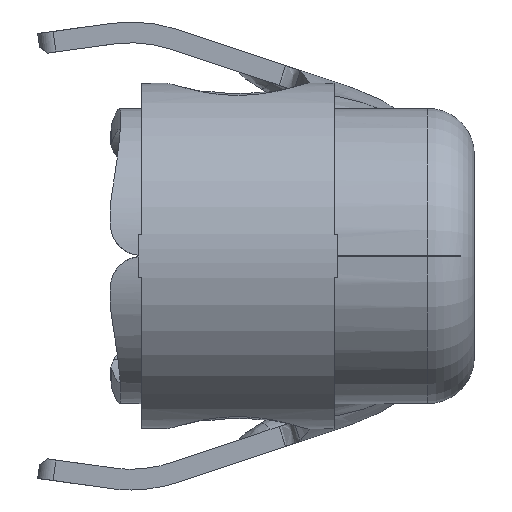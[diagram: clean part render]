
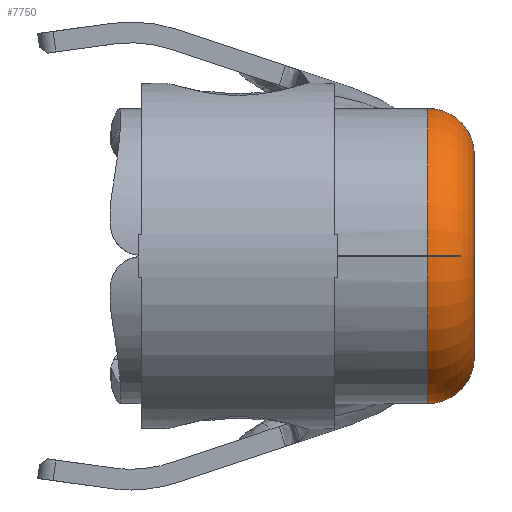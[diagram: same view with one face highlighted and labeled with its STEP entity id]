
A CAD part, left-side view. The second image highlights one B-rep face of the part: STEP entity #7750.
In plain terms, the highlighted toroidal (fillet/blend) face has major radius 2.464 mm and minor radius 1.143 mm.
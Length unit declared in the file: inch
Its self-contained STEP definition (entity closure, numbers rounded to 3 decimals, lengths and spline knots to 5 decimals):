
#80 = AXIS2_PLACEMENT_3D ( 'NONE', #5222, #10172, #13398 ) ;
#178 = VERTEX_POINT ( 'NONE', #10982 ) ;
#315 = DIRECTION ( 'NONE',  ( 0., 0., 1. ) ) ;
#328 = EDGE_CURVE ( 'NONE', #8101, #11727, #9822, .T. ) ;
#365 = CARTESIAN_POINT ( 'NONE',  ( 0., 0.045, 0.142 ) ) ;
#409 = CARTESIAN_POINT ( 'NONE',  ( 0., 0., 0.097 ) ) ;
#589 = ORIENTED_EDGE ( 'NONE', *, *, #3077, .F. ) ;
#828 = CARTESIAN_POINT ( 'NONE',  ( -0.12882, 0.01318, -0.00058 ) ) ;
#986 = DIRECTION ( 'NONE',  ( 0., 0., 1. ) ) ;
#999 = CARTESIAN_POINT ( 'NONE',  ( 0., 0.045, 0. ) ) ;
#1308 = CARTESIAN_POINT ( 'NONE',  ( -0.097, 0.045, -0.00058 ) ) ;
#1328 = DIRECTION ( 'NONE',  ( 0., 1., 0. ) ) ;
#1798 = AXIS2_PLACEMENT_3D ( 'NONE', #7164, #12102, #986 ) ;
#1865 = CIRCLE ( 'NONE', #3945, 0.142 ) ;
#1912 = CIRCLE ( 'NONE', #10977, 0.142 ) ;
#1923 = EDGE_CURVE ( 'NONE', #8101, #2410, #4916, .T. ) ;
#2410 = VERTEX_POINT ( 'NONE', #2606 ) ;
#2606 = CARTESIAN_POINT ( 'NONE',  ( 0., 0., -0.097 ) ) ;
#2869 = DIRECTION ( 'NONE',  ( 1., 0., 0. ) ) ;
#3077 = EDGE_CURVE ( 'NONE', #9877, #8905, #6470, .T. ) ;
#3503 = DIRECTION ( 'NONE',  ( 0., 0., 1. ) ) ;
#3857 = DIRECTION ( 'NONE',  ( 0., 0., 1. ) ) ;
#3905 = EDGE_CURVE ( 'NONE', #8905, #7671, #8813, .T. ) ;
#3906 = ORIENTED_EDGE ( 'NONE', *, *, #1923, .F. ) ;
#3945 = AXIS2_PLACEMENT_3D ( 'NONE', #6488, #11427, #315 ) ;
#4916 = CIRCLE ( 'NONE', #13975, 0.097 ) ;
#4966 = TOROIDAL_SURFACE ( 'NONE', #7036, 0.097, 0.045 ) ;
#5222 = CARTESIAN_POINT ( 'NONE',  ( -0.097, 0.045, 0.00058 ) ) ;
#5225 = CIRCLE ( 'NONE', #14293, 0.045 ) ;
#5254 = ORIENTED_EDGE ( 'NONE', *, *, #14189, .T. ) ;
#5959 = DIRECTION ( 'NONE',  ( 0., 1., 0. ) ) ;
#6126 = CARTESIAN_POINT ( 'NONE',  ( -0.12882, 0.01318, 0.00058 ) ) ;
#6290 = DIRECTION ( 'NONE',  ( 0., 0., 1. ) ) ;
#6470 = CIRCLE ( 'NONE', #15527, 0.045 ) ;
#6488 = CARTESIAN_POINT ( 'NONE',  ( 0., 0.045, 0. ) ) ;
#7036 = AXIS2_PLACEMENT_3D ( 'NONE', #12450, #1328, #6290 ) ;
#7103 = ORIENTED_EDGE ( 'NONE', *, *, #13198, .F. ) ;
#7164 = CARTESIAN_POINT ( 'NONE',  ( -0.02841, 0.11359, 0. ) ) ;
#7262 = CARTESIAN_POINT ( 'NONE',  ( -0.142, 0.045, -0.00058 ) ) ;
#7671 = VERTEX_POINT ( 'NONE', #6126 ) ;
#7750 = ADVANCED_FACE ( 'NONE', ( #13667 ), #4966, .T. ) ;
#7759 = AXIS2_PLACEMENT_3D ( 'NONE', #9663, #14617, #3503 ) ;
#7828 = DIRECTION ( 'NONE',  ( 0., 0., -1. ) ) ;
#7992 = EDGE_LOOP ( 'NONE', ( #15728, #3906, #14443, #9174, #5254, #13237, #589, #7103 ) ) ;
#8101 = VERTEX_POINT ( 'NONE', #409 ) ;
#8392 = EDGE_CURVE ( 'NONE', #2410, #178, #5225, .T. ) ;
#8813 = CIRCLE ( 'NONE', #1798, 0.142 ) ;
#8905 = VERTEX_POINT ( 'NONE', #828 ) ;
#9038 = EDGE_CURVE ( 'NONE', #13395, #11727, #1865, .T. ) ;
#9174 = ORIENTED_EDGE ( 'NONE', *, *, #9038, .F. ) ;
#9663 = CARTESIAN_POINT ( 'NONE',  ( 0., 0.045, 0.097 ) ) ;
#9822 = CIRCLE ( 'NONE', #7759, 0.045 ) ;
#9877 = VERTEX_POINT ( 'NONE', #7262 ) ;
#10023 = CARTESIAN_POINT ( 'NONE',  ( 0., 0., 0. ) ) ;
#10172 = DIRECTION ( 'NONE',  ( 0., 0., 1. ) ) ;
#10219 = DIRECTION ( 'NONE',  ( 0., 0., 1. ) ) ;
#10896 = DIRECTION ( 'NONE',  ( 0., 0., 1. ) ) ;
#10977 = AXIS2_PLACEMENT_3D ( 'NONE', #999, #5959, #10896 ) ;
#10982 = CARTESIAN_POINT ( 'NONE',  ( 0., 0.045, -0.142 ) ) ;
#11427 = DIRECTION ( 'NONE',  ( 0., 1., 0. ) ) ;
#11727 = VERTEX_POINT ( 'NONE', #365 ) ;
#12102 = DIRECTION ( 'NONE',  ( -0.707, 0.707, 0. ) ) ;
#12450 = CARTESIAN_POINT ( 'NONE',  ( 0., 0.045, 0. ) ) ;
#12842 = CARTESIAN_POINT ( 'NONE',  ( -0.142, 0.045, 0.00058 ) ) ;
#13198 = EDGE_CURVE ( 'NONE', #178, #9877, #1912, .T. ) ;
#13237 = ORIENTED_EDGE ( 'NONE', *, *, #3905, .F. ) ;
#13395 = VERTEX_POINT ( 'NONE', #12842 ) ;
#13398 = DIRECTION ( 'NONE',  ( -1., 0., 0. ) ) ;
#13667 = FACE_OUTER_BOUND ( 'NONE', #7992, .T. ) ;
#13975 = AXIS2_PLACEMENT_3D ( 'NONE', #10023, #14971, #3857 ) ;
#13980 = CARTESIAN_POINT ( 'NONE',  ( 0., 0.045, -0.097 ) ) ;
#14058 = CIRCLE ( 'NONE', #80, 0.045 ) ;
#14189 = EDGE_CURVE ( 'NONE', #13395, #7671, #14058, .T. ) ;
#14293 = AXIS2_PLACEMENT_3D ( 'NONE', #13980, #2869, #7828 ) ;
#14443 = ORIENTED_EDGE ( 'NONE', *, *, #328, .T. ) ;
#14617 = DIRECTION ( 'NONE',  ( -1., 0., 0. ) ) ;
#14971 = DIRECTION ( 'NONE',  ( 0., -1., 0. ) ) ;
#15161 = DIRECTION ( 'NONE',  ( -1., 0., 0. ) ) ;
#15527 = AXIS2_PLACEMENT_3D ( 'NONE', #1308, #10219, #15161 ) ;
#15728 = ORIENTED_EDGE ( 'NONE', *, *, #8392, .F. ) ;
